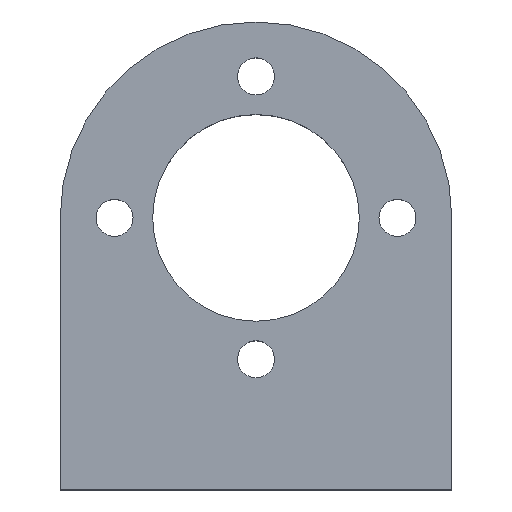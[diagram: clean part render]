
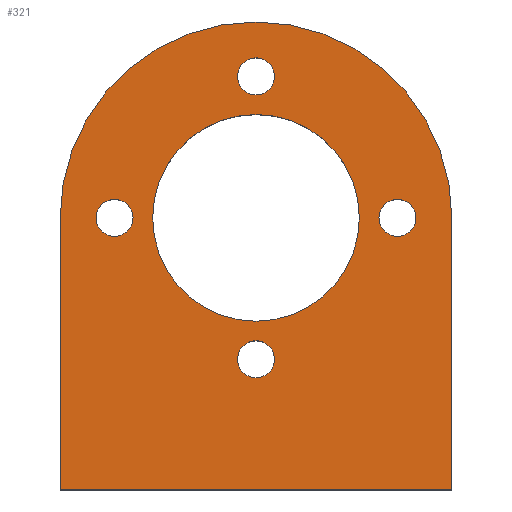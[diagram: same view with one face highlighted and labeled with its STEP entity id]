
A CAD part, top view. The second image highlights one B-rep face of the part: STEP entity #321.
In plain terms, the highlighted planar face has unit normal (0, 0, 1).
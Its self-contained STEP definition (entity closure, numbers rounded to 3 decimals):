
#7 = ORIENTED_EDGE ( 'NONE', *, *, #926, .T. ) ;
#16 = DIRECTION ( 'NONE',  ( -1., 0., 0. ) ) ;
#43 = CIRCLE ( 'NONE', #1010, 18. ) ;
#55 = DIRECTION ( 'NONE',  ( 0., 0., 1. ) ) ;
#56 = CARTESIAN_POINT ( 'NONE',  ( -14.7, 25., 8. ) ) ;
#67 = ORIENTED_EDGE ( 'NONE', *, *, #336, .T. ) ;
#71 = VERTEX_POINT ( 'NONE', #56 ) ;
#72 = VECTOR ( 'NONE', #220, 1000. ) ;
#74 = CARTESIAN_POINT ( 'NONE',  ( 9.5, 25., 8. ) ) ;
#86 = DIRECTION ( 'NONE',  ( -1., 0., 0. ) ) ;
#89 = AXIS2_PLACEMENT_3D ( 'NONE', #818, #569, #726 ) ;
#94 = CARTESIAN_POINT ( 'NONE',  ( 0., 38., 8. ) ) ;
#103 = EDGE_CURVE ( 'NONE', #866, #71, #976, .T. ) ;
#107 = VERTEX_POINT ( 'NONE', #528 ) ;
#113 = VERTEX_POINT ( 'NONE', #74 ) ;
#114 = VERTEX_POINT ( 'NONE', #378 ) ;
#116 = CARTESIAN_POINT ( 'NONE',  ( 13., 25., 8. ) ) ;
#118 = VERTEX_POINT ( 'NONE', #297 ) ;
#128 = ORIENTED_EDGE ( 'NONE', *, *, #217, .T. ) ;
#130 = VERTEX_POINT ( 'NONE', #467 ) ;
#136 = DIRECTION ( 'NONE',  ( 1., 0., 0. ) ) ;
#151 = DIRECTION ( 'NONE',  ( 0., 0., -1. ) ) ;
#158 = VERTEX_POINT ( 'NONE', #930 ) ;
#167 = DIRECTION ( 'NONE',  ( 0., 0., -1. ) ) ;
#178 = CARTESIAN_POINT ( 'NONE',  ( -9.5, 25., 8. ) ) ;
#179 = CIRCLE ( 'NONE', #563, 1.7 ) ;
#185 = EDGE_CURVE ( 'NONE', #114, #118, #301, .T. ) ;
#198 = CARTESIAN_POINT ( 'NONE',  ( 18., 0., 8. ) ) ;
#200 = ORIENTED_EDGE ( 'NONE', *, *, #648, .T. ) ;
#216 = CARTESIAN_POINT ( 'NONE',  ( -13., 25., 8. ) ) ;
#217 = EDGE_CURVE ( 'NONE', #299, #114, #43, .T. ) ;
#218 = DIRECTION ( 'NONE',  ( -1., 0., 0. ) ) ;
#220 = DIRECTION ( 'NONE',  ( 0., -1., 0. ) ) ;
#232 = ORIENTED_EDGE ( 'NONE', *, *, #905, .T. ) ;
#238 = CARTESIAN_POINT ( 'NONE',  ( 14.7, 25., 8. ) ) ;
#244 = FACE_BOUND ( 'NONE', #434, .T. ) ;
#245 = EDGE_LOOP ( 'NONE', ( #275, #752 ) ) ;
#261 = EDGE_CURVE ( 'NONE', #316, #465, #324, .T. ) ;
#275 = ORIENTED_EDGE ( 'NONE', *, *, #573, .T. ) ;
#287 = CARTESIAN_POINT ( 'NONE',  ( 0., 25., 8. ) ) ;
#296 = DIRECTION ( 'NONE',  ( -1., 0., 0. ) ) ;
#297 = CARTESIAN_POINT ( 'NONE',  ( -18., 0., 8. ) ) ;
#299 = VERTEX_POINT ( 'NONE', #949 ) ;
#301 = LINE ( 'NONE', #942, #72 ) ;
#316 = VERTEX_POINT ( 'NONE', #238 ) ;
#317 = FACE_BOUND ( 'NONE', #815, .T. ) ;
#321 = ADVANCED_FACE ( 'NONE', ( #478, #317, #799, #494, #548, #244 ), #805, .F. ) ;
#324 = CIRCLE ( 'NONE', #901, 1.7 ) ;
#336 = EDGE_CURVE ( 'NONE', #107, #479, #643, .T. ) ;
#342 = AXIS2_PLACEMENT_3D ( 'NONE', #450, #908, #218 ) ;
#343 = VERTEX_POINT ( 'NONE', #178 ) ;
#348 = ORIENTED_EDGE ( 'NONE', *, *, #918, .F. ) ;
#369 = CARTESIAN_POINT ( 'NONE',  ( -18., 0., 8. ) ) ;
#378 = CARTESIAN_POINT ( 'NONE',  ( -18., 25., 8. ) ) ;
#434 = EDGE_LOOP ( 'NONE', ( #348, #508 ) ) ;
#435 = VERTEX_POINT ( 'NONE', #198 ) ;
#443 = DIRECTION ( 'NONE',  ( -1., 0., 0. ) ) ;
#448 = DIRECTION ( 'NONE',  ( 0., 0., -1. ) ) ;
#450 = CARTESIAN_POINT ( 'NONE',  ( 0., 38., 8. ) ) ;
#460 = CARTESIAN_POINT ( 'NONE',  ( -13., 25., 8. ) ) ;
#463 = EDGE_CURVE ( 'NONE', #465, #316, #626, .T. ) ;
#465 = VERTEX_POINT ( 'NONE', #592 ) ;
#467 = CARTESIAN_POINT ( 'NONE',  ( -1.7, 12., 8. ) ) ;
#478 = FACE_BOUND ( 'NONE', #781, .T. ) ;
#479 = VERTEX_POINT ( 'NONE', #652 ) ;
#494 = FACE_BOUND ( 'NONE', #810, .T. ) ;
#508 = ORIENTED_EDGE ( 'NONE', *, *, #662, .F. ) ;
#521 = ORIENTED_EDGE ( 'NONE', *, *, #916, .T. ) ;
#522 = CARTESIAN_POINT ( 'NONE',  ( 0., 12., 8. ) ) ;
#528 = CARTESIAN_POINT ( 'NONE',  ( -1.7, 38., 8. ) ) ;
#548 = FACE_OUTER_BOUND ( 'NONE', #970, .T. ) ;
#563 = AXIS2_PLACEMENT_3D ( 'NONE', #460, #763, #443 ) ;
#569 = DIRECTION ( 'NONE',  ( 0., 0., -1. ) ) ;
#573 = EDGE_CURVE ( 'NONE', #71, #866, #179, .T. ) ;
#592 = CARTESIAN_POINT ( 'NONE',  ( 11.3, 25., 8. ) ) ;
#596 = LINE ( 'NONE', #771, #872 ) ;
#614 = AXIS2_PLACEMENT_3D ( 'NONE', #216, #151, #699 ) ;
#626 = CIRCLE ( 'NONE', #735, 1.7 ) ;
#643 = CIRCLE ( 'NONE', #850, 1.7 ) ;
#648 = EDGE_CURVE ( 'NONE', #130, #158, #979, .T. ) ;
#652 = CARTESIAN_POINT ( 'NONE',  ( 1.7, 38., 8. ) ) ;
#655 = ORIENTED_EDGE ( 'NONE', *, *, #463, .T. ) ;
#662 = EDGE_CURVE ( 'NONE', #113, #343, #702, .T. ) ;
#673 = DIRECTION ( 'NONE',  ( -1., 0., 0. ) ) ;
#687 = CIRCLE ( 'NONE', #342, 1.7 ) ;
#699 = DIRECTION ( 'NONE',  ( -1., 0., 0. ) ) ;
#702 = CIRCLE ( 'NONE', #736, 9.5 ) ;
#709 = CARTESIAN_POINT ( 'NONE',  ( 13., 25., 8. ) ) ;
#712 = ORIENTED_EDGE ( 'NONE', *, *, #185, .T. ) ;
#714 = DIRECTION ( 'NONE',  ( 0., 0., -1. ) ) ;
#722 = AXIS2_PLACEMENT_3D ( 'NONE', #287, #838, #136 ) ;
#723 = DIRECTION ( 'NONE',  ( 0., 0., 1. ) ) ;
#726 = DIRECTION ( 'NONE',  ( -1., 0., 0. ) ) ;
#733 = EDGE_CURVE ( 'NONE', #158, #130, #950, .T. ) ;
#735 = AXIS2_PLACEMENT_3D ( 'NONE', #116, #819, #673 ) ;
#736 = AXIS2_PLACEMENT_3D ( 'NONE', #766, #55, #973 ) ;
#737 = AXIS2_PLACEMENT_3D ( 'NONE', #522, #448, #296 ) ;
#752 = ORIENTED_EDGE ( 'NONE', *, *, #103, .T. ) ;
#760 = CARTESIAN_POINT ( 'NONE',  ( -11.3, 25., 8. ) ) ;
#763 = DIRECTION ( 'NONE',  ( 0., 0., -1. ) ) ;
#766 = CARTESIAN_POINT ( 'NONE',  ( 0., 25., 8. ) ) ;
#771 = CARTESIAN_POINT ( 'NONE',  ( 18., 25., 8. ) ) ;
#777 = DIRECTION ( 'NONE',  ( 0., 1., 0. ) ) ;
#781 = EDGE_LOOP ( 'NONE', ( #67, #521 ) ) ;
#791 = VECTOR ( 'NONE', #991, 1000. ) ;
#795 = DIRECTION ( 'NONE',  ( 0., 0., -1. ) ) ;
#799 = FACE_BOUND ( 'NONE', #245, .T. ) ;
#805 = PLANE ( 'NONE',  #980 ) ;
#810 = EDGE_LOOP ( 'NONE', ( #200, #891 ) ) ;
#815 = EDGE_LOOP ( 'NONE', ( #655, #871 ) ) ;
#818 = CARTESIAN_POINT ( 'NONE',  ( 0., 12., 8. ) ) ;
#819 = DIRECTION ( 'NONE',  ( 0., 0., -1. ) ) ;
#838 = DIRECTION ( 'NONE',  ( 0., 0., 1. ) ) ;
#849 = LINE ( 'NONE', #369, #791 ) ;
#850 = AXIS2_PLACEMENT_3D ( 'NONE', #94, #167, #883 ) ;
#866 = VERTEX_POINT ( 'NONE', #760 ) ;
#871 = ORIENTED_EDGE ( 'NONE', *, *, #261, .T. ) ;
#872 = VECTOR ( 'NONE', #777, 1000. ) ;
#879 = CARTESIAN_POINT ( 'NONE',  ( 0., 25., 8. ) ) ;
#883 = DIRECTION ( 'NONE',  ( -1., 0., 0. ) ) ;
#891 = ORIENTED_EDGE ( 'NONE', *, *, #733, .T. ) ;
#901 = AXIS2_PLACEMENT_3D ( 'NONE', #709, #795, #957 ) ;
#905 = EDGE_CURVE ( 'NONE', #118, #435, #849, .T. ) ;
#908 = DIRECTION ( 'NONE',  ( 0., 0., -1. ) ) ;
#916 = EDGE_CURVE ( 'NONE', #479, #107, #687, .T. ) ;
#918 = EDGE_CURVE ( 'NONE', #343, #113, #925, .T. ) ;
#925 = CIRCLE ( 'NONE', #722, 9.5 ) ;
#926 = EDGE_CURVE ( 'NONE', #435, #299, #596, .T. ) ;
#930 = CARTESIAN_POINT ( 'NONE',  ( 1.7, 12., 8. ) ) ;
#934 = CARTESIAN_POINT ( 'NONE',  ( 0., 25., 8. ) ) ;
#942 = CARTESIAN_POINT ( 'NONE',  ( -18., 25., 8. ) ) ;
#949 = CARTESIAN_POINT ( 'NONE',  ( 18., 25., 8. ) ) ;
#950 = CIRCLE ( 'NONE', #89, 1.7 ) ;
#957 = DIRECTION ( 'NONE',  ( -1., 0., 0. ) ) ;
#970 = EDGE_LOOP ( 'NONE', ( #7, #128, #712, #232 ) ) ;
#973 = DIRECTION ( 'NONE',  ( 1., 0., 0. ) ) ;
#976 = CIRCLE ( 'NONE', #614, 1.7 ) ;
#979 = CIRCLE ( 'NONE', #737, 1.7 ) ;
#980 = AXIS2_PLACEMENT_3D ( 'NONE', #879, #714, #86 ) ;
#991 = DIRECTION ( 'NONE',  ( 1., 0., 0. ) ) ;
#1010 = AXIS2_PLACEMENT_3D ( 'NONE', #934, #723, #16 ) ;
